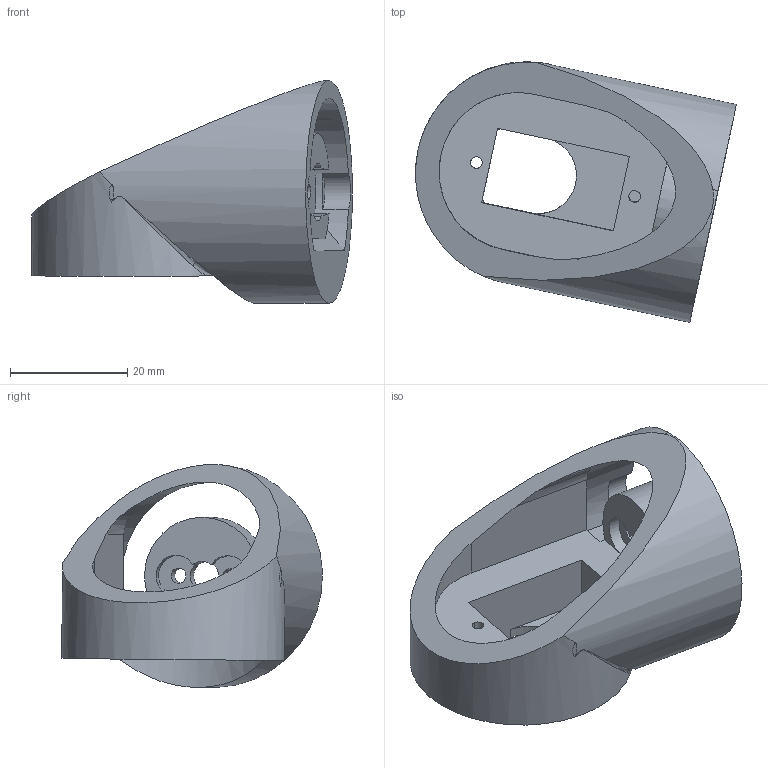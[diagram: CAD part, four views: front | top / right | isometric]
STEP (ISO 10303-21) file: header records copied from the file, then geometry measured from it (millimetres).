
FILE_DESCRIPTION((''),'2;1');
FILE_NAME('GREIFERGELENK_2','2025-04-26T18:45:27',('ZOMBULLI'),('CARL ZEISS'),'CREO PARAMETRIC BY PTC INC, 2024014','CREO PARAMETRIC BY PTC INC, 2024014','');
FILE_SCHEMA(('AUTOMOTIVE_DESIGN { 1 0 10303 214 1 1 1 1 }'));
Length unit declared in the file: millimetre
Products named in the file (1): GREIFERGELENK_2
Bounding box: 54.72 x 44.5 x 38.02 mm (x, y, z)
Volume: 21507.1 mm3; surface area: 9476.9 mm2
Topology: 1 solids, 1 shells, 71 faces, 221 edges, 152 vertices
Faces by surface type: plane 35, cylinder 28, bspline 8
Entity records: 3002 total; most frequent: CARTESIAN_POINT 934, ORIENTED_EDGE 442, DIRECTION 374, EDGE_CURVE 221, VERTEX_POINT 152, AXIS2_PLACEMENT_3D 139, VECTOR 96, LINE 96
